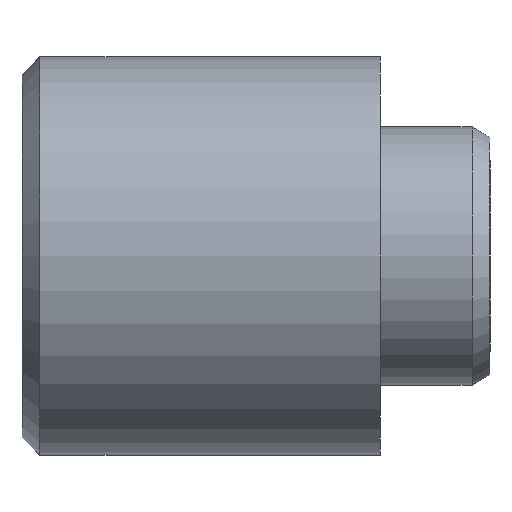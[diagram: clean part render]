
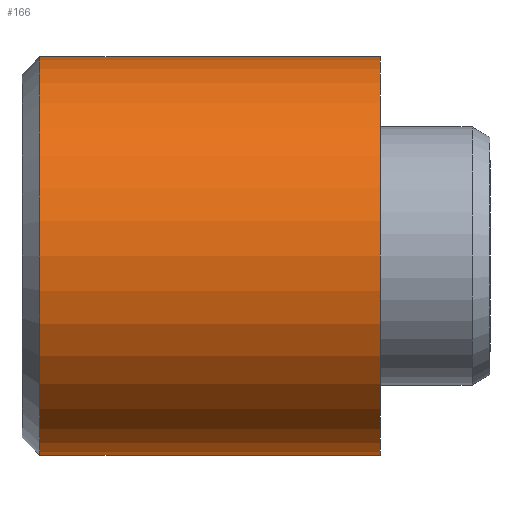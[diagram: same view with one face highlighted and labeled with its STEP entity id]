
A CAD part, left-side view. The second image highlights one B-rep face of the part: STEP entity #166.
In plain terms, the highlighted cylindrical face has radius 2.78 mm (diameter 5.56 mm), a partial arc.
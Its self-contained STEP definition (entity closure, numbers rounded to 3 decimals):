
#14 = CARTESIAN_POINT ( 'NONE',  ( 0., 4.75, 0. ) ) ;
#28 = VERTEX_POINT ( 'NONE', #123 ) ;
#39 = VECTOR ( 'NONE', #324, 1000. ) ;
#51 = DIRECTION ( 'NONE',  ( 0., 0., 1. ) ) ;
#57 = CARTESIAN_POINT ( 'NONE',  ( 0., 0., -2.78 ) ) ;
#58 = EDGE_CURVE ( 'NONE', #78, #236, #92, .T. ) ;
#63 = DIRECTION ( 'NONE',  ( 0., 0., 1. ) ) ;
#78 = VERTEX_POINT ( 'NONE', #397 ) ;
#89 = ORIENTED_EDGE ( 'NONE', *, *, #58, .T. ) ;
#92 = LINE ( 'NONE', #345, #444 ) ;
#123 = CARTESIAN_POINT ( 'NONE',  ( 0., 4.75, -2.78 ) ) ;
#125 = AXIS2_PLACEMENT_3D ( 'NONE', #149, #441, #63 ) ;
#149 = CARTESIAN_POINT ( 'NONE',  ( 0., 36.602, 0. ) ) ;
#155 = ORIENTED_EDGE ( 'NONE', *, *, #157, .F. ) ;
#157 = EDGE_CURVE ( 'NONE', #243, #28, #482, .T. ) ;
#163 = CIRCLE ( 'NONE', #233, 2.78 ) ;
#165 = DIRECTION ( 'NONE',  ( 0., 0., -1. ) ) ;
#166 = ADVANCED_FACE ( 'NONE', ( #357 ), #474, .T. ) ;
#181 = CIRCLE ( 'NONE', #528, 2.78 ) ;
#201 = ORIENTED_EDGE ( 'NONE', *, *, #400, .T. ) ;
#208 = DIRECTION ( 'NONE',  ( 0., 1., 0. ) ) ;
#233 = AXIS2_PLACEMENT_3D ( 'NONE', #14, #307, #165 ) ;
#236 = VERTEX_POINT ( 'NONE', #390 ) ;
#243 = VERTEX_POINT ( 'NONE', #57 ) ;
#264 = CARTESIAN_POINT ( 'NONE',  ( 0., 0., 0. ) ) ;
#278 = CARTESIAN_POINT ( 'NONE',  ( 0., 36.602, -2.78 ) ) ;
#307 = DIRECTION ( 'NONE',  ( 0., -1., 0. ) ) ;
#324 = DIRECTION ( 'NONE',  ( 0., 1., 0. ) ) ;
#334 = ORIENTED_EDGE ( 'NONE', *, *, #411, .T. ) ;
#345 = CARTESIAN_POINT ( 'NONE',  ( 0., 36.602, 2.78 ) ) ;
#357 = FACE_OUTER_BOUND ( 'NONE', #419, .T. ) ;
#390 = CARTESIAN_POINT ( 'NONE',  ( 0., 4.75, 2.78 ) ) ;
#397 = CARTESIAN_POINT ( 'NONE',  ( 0., 0., 2.78 ) ) ;
#400 = EDGE_CURVE ( 'NONE', #236, #28, #163, .T. ) ;
#411 = EDGE_CURVE ( 'NONE', #243, #78, #181, .T. ) ;
#419 = EDGE_LOOP ( 'NONE', ( #155, #334, #89, #201 ) ) ;
#429 = DIRECTION ( 'NONE',  ( 0., 1., 0. ) ) ;
#441 = DIRECTION ( 'NONE',  ( 0., 1., 0. ) ) ;
#444 = VECTOR ( 'NONE', #429, 1000. ) ;
#474 = CYLINDRICAL_SURFACE ( 'NONE', #125, 2.78 ) ;
#482 = LINE ( 'NONE', #278, #39 ) ;
#528 = AXIS2_PLACEMENT_3D ( 'NONE', #264, #208, #51 ) ;
